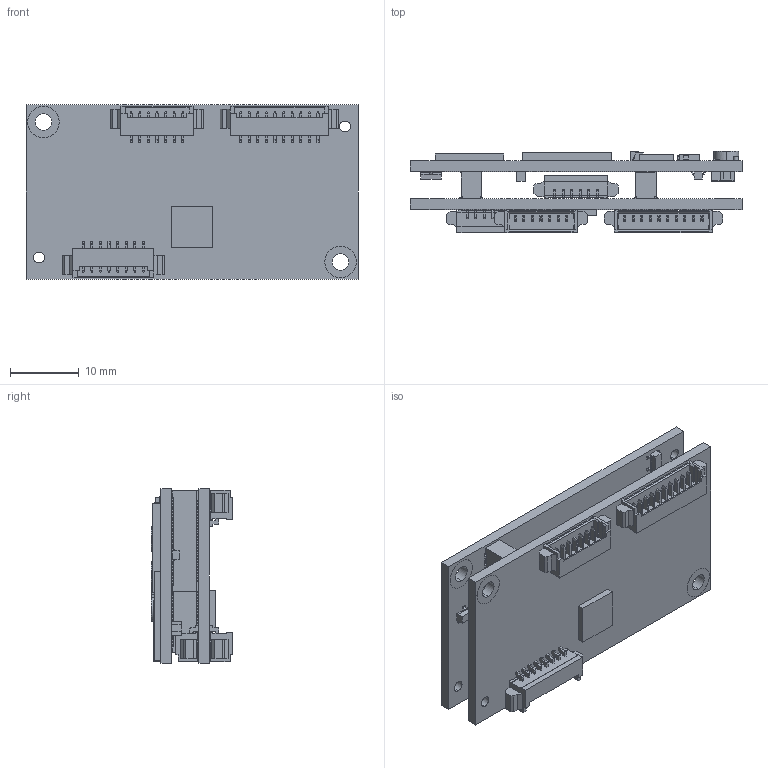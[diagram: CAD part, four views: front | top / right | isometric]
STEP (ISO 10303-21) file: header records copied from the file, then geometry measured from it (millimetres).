
FILE_DESCRIPTION (( 'STEP AP214' ), '1' );
FILE_NAME ('2231.STEP', '2018-10-04T21:29:42', ( '' ), ( '' ), 'SwSTEP 2.0', 'SolidWorks 2012', '' );
FILE_SCHEMA (( 'AUTOMOTIVE_DESIGN' ));
Length unit declared in the file: inch
Products named in the file (20): IC_6x6; 2960; SOT-23-5; LED_0603; IC_3x3; IC_5x5; SOT-23; Cap_ceramic_0805; Choke ELL4; IC_9x12.5; IC_13x13; IC_10x13; DF40; HDR-1.25mm_PicoBlade_SM_RA_8 pin; HDR-1.25mm_PicoBlade_SM_RA_10 pin; HDR-1.25mm_PicoBlade_SM_RA_7 pin; HDR-1.25mm_PicoBlade_SM_RA_6 pin; DF40F-60_4mm; 2231
Assembly tree (33 placements, depth 3):
  2231
    2960
    DF40F-60_4mm  x2
    HDR-1.25mm_PicoBlade_SM_RA_6 pin
    HDR-1.25mm_PicoBlade_SM_RA_7 pin
    HDR-1.25mm_PicoBlade_SM_RA_10 pin
    HDR-1.25mm_PicoBlade_SM_RA_8 pin
    2960
      2960
      DF40  x2
      IC_10x13
      IC_13x13
      IC_9x12.5
      Choke ELL4  x3
      Cap_ceramic_0805  x6
      SOT-23
      IC_5x5
      IC_3x3
      LED_0603  x4
      SOT-23-5  x2
    IC_6x6
Bounding box: 48.26 x 11.87 x 25.4 mm (x, y, z)
Volume: 4992.7 mm3; surface area: 9186.4 mm2
Topology: 83 solids, 83 shells, 6088 faces, 16362 edges, 10832 vertices
Faces by surface type: plane 5091, cylinder 969, cone 28
Entity records: 147132 total; most frequent: CARTESIAN_POINT 19023, ORIENTED_EDGE 18632, DIRECTION 17372, EDGE_CURVE 9316, LINE 8250, VECTOR 8250, VERTEX_POINT 6148, AXIS2_PLACEMENT_3D 4561
